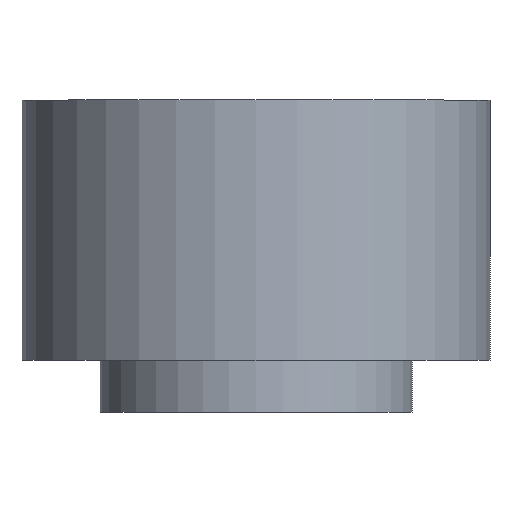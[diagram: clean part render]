
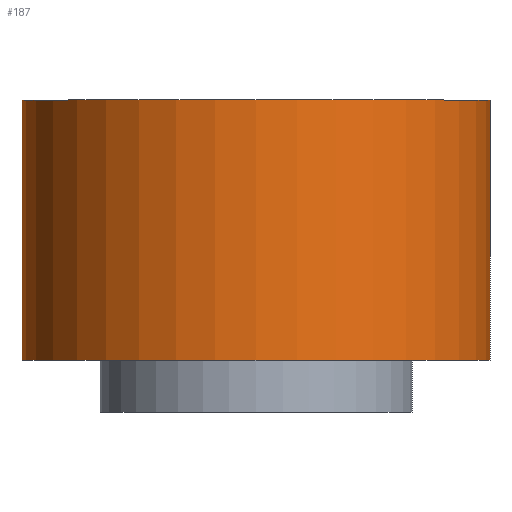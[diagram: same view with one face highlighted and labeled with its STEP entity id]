
A CAD part, front view. The second image highlights one B-rep face of the part: STEP entity #187.
In plain terms, the highlighted cylindrical face has radius 4.5 mm (diameter 9 mm), a full revolution.
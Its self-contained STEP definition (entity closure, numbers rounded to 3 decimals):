
#26=CYLINDRICAL_SURFACE('',#216,4.5);
#32=CIRCLE('',#217,4.5);
#33=CIRCLE('',#218,4.5);
#61=ORIENTED_EDGE('',*,*,#108,.T.);
#62=ORIENTED_EDGE('',*,*,#109,.F.);
#108=EDGE_CURVE('',#131,#131,#32,.T.);
#109=EDGE_CURVE('',#132,#132,#33,.T.);
#131=VERTEX_POINT('',#775);
#132=VERTEX_POINT('',#777);
#149=EDGE_LOOP('',(#61));
#150=EDGE_LOOP('',(#62));
#167=FACE_BOUND('',#149,.T.);
#168=FACE_BOUND('',#150,.T.);
#187=ADVANCED_FACE('',(#167,#168),#26,.T.);
#216=AXIS2_PLACEMENT_3D('',#773,#245,#246);
#217=AXIS2_PLACEMENT_3D('',#774,#247,#248);
#218=AXIS2_PLACEMENT_3D('',#776,#249,#250);
#245=DIRECTION('',(1.,0.,0.));
#246=DIRECTION('',(0.,0.,1.));
#247=DIRECTION('',(-1.,0.,0.));
#248=DIRECTION('',(0.,0.,1.));
#249=DIRECTION('',(-1.,0.,0.));
#250=DIRECTION('',(0.,0.,1.));
#773=CARTESIAN_POINT('',(0.,0.,0.));
#774=CARTESIAN_POINT('',(6.,0.,0.));
#775=CARTESIAN_POINT('',(6.,0.,4.5));
#776=CARTESIAN_POINT('',(1.,0.,0.));
#777=CARTESIAN_POINT('',(1.,0.,4.5));
